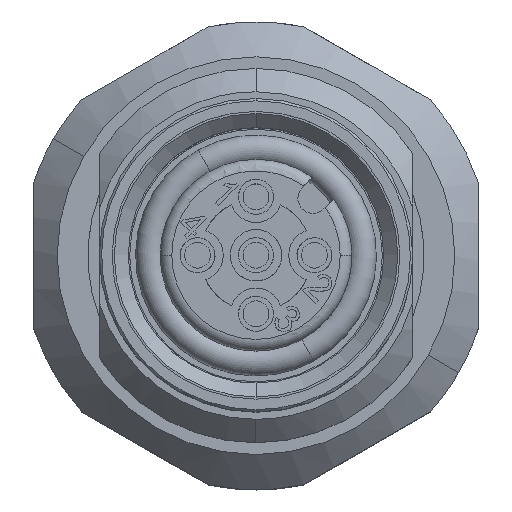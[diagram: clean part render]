
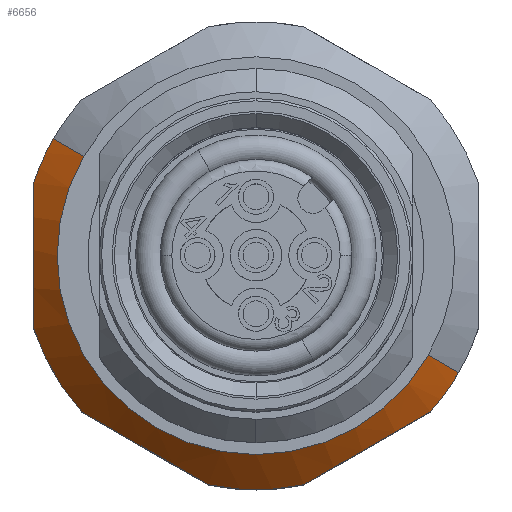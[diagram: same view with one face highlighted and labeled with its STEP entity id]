
A CAD part, top view. The second image highlights one B-rep face of the part: STEP entity #6656.
In plain terms, the highlighted conical face has half-angle 45 degrees and reference radius 9.25 mm.
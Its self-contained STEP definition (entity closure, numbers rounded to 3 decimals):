
#5958=AXIS2_PLACEMENT_3D('Circle Axis2P3D',#5956,#5957,$) ;
#6589=AXIS2_PLACEMENT_3D('Cone Axis2P3D',#6586,#6587,#6588) ;
#6593=AXIS2_PLACEMENT_3D('Circle Axis2P3D',#6591,#6592,$) ;
#6609=AXIS2_PLACEMENT_3D('Circle Axis2P3D',#6607,#6608,$) ;
#6625=AXIS2_PLACEMENT_3D('Circle Axis2P3D',#6623,#6624,$) ;
#6641=AXIS2_PLACEMENT_3D('Circle Axis2P3D',#6639,#6640,$) ;
#5951=CARTESIAN_POINT('Vertex',(16.861,5.75,21.614)) ;
#5953=CARTESIAN_POINT('Vertex',(2.139,14.25,21.614)) ;
#5956=CARTESIAN_POINT('Axis2P3D Location',(9.5,10.,21.614)) ;
#6506=CARTESIAN_POINT('Line Origine',(306203.693,-176762.132,-353527.902)) ;
#6510=CARTESIAN_POINT('Vertex',(18.16,5.,20.114)) ;
#6565=CARTESIAN_POINT('Vertex',(0.84,15.,20.114)) ;
#6568=CARTESIAN_POINT('Line Origine',(-306184.693,176782.132,-353527.902)) ;
#6586=CARTESIAN_POINT('Axis2P3D Location',(9.5,10.,20.864)) ;
#6591=CARTESIAN_POINT('Axis2P3D Location',(9.5,10.,20.114)) ;
#6595=CARTESIAN_POINT('Vertex',(0.,13.122,20.114)) ;
#6599=CARTESIAN_POINT('Control Point',(0.,6.878,20.114)) ;
#6600=CARTESIAN_POINT('Control Point',(0.,8.553,20.637)) ;
#6601=CARTESIAN_POINT('Control Point',(0.,10.,20.75)) ;
#6602=CARTESIAN_POINT('Control Point',(0.,11.447,20.637)) ;
#6603=CARTESIAN_POINT('Control Point',(0.,13.122,20.114)) ;
#6604=CARTESIAN_POINT('Vertex',(0.,6.878,20.114)) ;
#6607=CARTESIAN_POINT('Axis2P3D Location',(9.5,10.,20.114)) ;
#6611=CARTESIAN_POINT('Vertex',(2.046,3.334,20.114)) ;
#6615=CARTESIAN_POINT('Control Point',(7.454,0.212,20.114)) ;
#6616=CARTESIAN_POINT('Control Point',(6.003,1.049,20.637)) ;
#6617=CARTESIAN_POINT('Control Point',(4.75,1.773,20.75)) ;
#6618=CARTESIAN_POINT('Control Point',(3.497,2.496,20.637)) ;
#6619=CARTESIAN_POINT('Control Point',(2.046,3.334,20.114)) ;
#6620=CARTESIAN_POINT('Vertex',(7.454,0.212,20.114)) ;
#6623=CARTESIAN_POINT('Axis2P3D Location',(9.5,10.,20.114)) ;
#6627=CARTESIAN_POINT('Vertex',(11.546,0.212,20.114)) ;
#6631=CARTESIAN_POINT('Control Point',(16.954,3.334,20.114)) ;
#6632=CARTESIAN_POINT('Control Point',(15.503,2.496,20.637)) ;
#6633=CARTESIAN_POINT('Control Point',(14.25,1.773,20.75)) ;
#6634=CARTESIAN_POINT('Control Point',(12.997,1.049,20.637)) ;
#6635=CARTESIAN_POINT('Control Point',(11.546,0.212,20.114)) ;
#6636=CARTESIAN_POINT('Vertex',(16.954,3.334,20.114)) ;
#6639=CARTESIAN_POINT('Axis2P3D Location',(9.5,10.,20.114)) ;
#5957=DIRECTION('Axis2P3D Direction',(0.,0.,1.)) ;
#6507=DIRECTION('Vector Direction',(0.612,-0.354,-0.707)) ;
#6569=DIRECTION('Vector Direction',(-0.612,0.354,-0.707)) ;
#6587=DIRECTION('Axis2P3D Direction',(0.,0.,-1.)) ;
#6588=DIRECTION('Axis2P3D XDirection',(0.866,-0.5,0.)) ;
#6592=DIRECTION('Axis2P3D Direction',(0.,0.,-1.)) ;
#6608=DIRECTION('Axis2P3D Direction',(0.,0.,-1.)) ;
#6624=DIRECTION('Axis2P3D Direction',(0.,0.,-1.)) ;
#6640=DIRECTION('Axis2P3D Direction',(0.,0.,-1.)) ;
#6508=VECTOR('Line Direction',#6507,1.) ;
#6570=VECTOR('Line Direction',#6569,1.) ;
#6645=ORIENTED_EDGE('',*,*,#6572,.T.) ;
#6646=ORIENTED_EDGE('',*,*,#6597,.F.) ;
#6647=ORIENTED_EDGE('',*,*,#6606,.F.) ;
#6648=ORIENTED_EDGE('',*,*,#6613,.F.) ;
#6649=ORIENTED_EDGE('',*,*,#6622,.F.) ;
#6650=ORIENTED_EDGE('',*,*,#6629,.F.) ;
#6651=ORIENTED_EDGE('',*,*,#6638,.F.) ;
#6652=ORIENTED_EDGE('',*,*,#6643,.F.) ;
#6653=ORIENTED_EDGE('',*,*,#6512,.T.) ;
#6654=ORIENTED_EDGE('',*,*,#5960,.F.) ;
#6656=ADVANCED_FACE('Hauptkoerper',(#6655),#6590,.T.) ;
#6598=B_SPLINE_CURVE_WITH_KNOTS('',4,(#6599,#6600,#6601,#6602,#6603),.UNSPECIFIED.,.F.,.U.,(5,5),(0.,64.06),.UNSPECIFIED.) ;
#6614=B_SPLINE_CURVE_WITH_KNOTS('',4,(#6615,#6616,#6617,#6618,#6619),.UNSPECIFIED.,.F.,.U.,(5,5),(0.,64.06),.UNSPECIFIED.) ;
#6630=B_SPLINE_CURVE_WITH_KNOTS('',4,(#6631,#6632,#6633,#6634,#6635),.UNSPECIFIED.,.F.,.U.,(5,5),(0.,64.06),.UNSPECIFIED.) ;
#5959=CIRCLE('generated circle',#5958,8.5) ;
#6594=CIRCLE('generated circle',#6593,10.) ;
#6610=CIRCLE('generated circle',#6609,10.) ;
#6626=CIRCLE('generated circle',#6625,10.) ;
#6642=CIRCLE('generated circle',#6641,10.) ;
#6590=CONICAL_SURFACE('Cone',#6589,9.25,0.785) ;
#5960=EDGE_CURVE('',#5954,#5952,#5959,.T.) ;
#6512=EDGE_CURVE('',#6511,#5952,#6509,.F.) ;
#6572=EDGE_CURVE('',#5954,#6566,#6571,.T.) ;
#6597=EDGE_CURVE('',#6596,#6566,#6594,.T.) ;
#6606=EDGE_CURVE('',#6605,#6596,#6598,.T.) ;
#6613=EDGE_CURVE('',#6612,#6605,#6610,.T.) ;
#6622=EDGE_CURVE('',#6621,#6612,#6614,.T.) ;
#6629=EDGE_CURVE('',#6628,#6621,#6626,.T.) ;
#6638=EDGE_CURVE('',#6637,#6628,#6630,.T.) ;
#6643=EDGE_CURVE('',#6511,#6637,#6642,.T.) ;
#6644=EDGE_LOOP('',(#6645,#6646,#6647,#6648,#6649,#6650,#6651,#6652,#6653,#6654)) ;
#6655=FACE_OUTER_BOUND('',#6644,.T.) ;
#6509=LINE('Line',#6506,#6508) ;
#6571=LINE('Line',#6568,#6570) ;
#5952=VERTEX_POINT('',#5951) ;
#5954=VERTEX_POINT('',#5953) ;
#6511=VERTEX_POINT('',#6510) ;
#6566=VERTEX_POINT('',#6565) ;
#6596=VERTEX_POINT('',#6595) ;
#6605=VERTEX_POINT('',#6604) ;
#6612=VERTEX_POINT('',#6611) ;
#6621=VERTEX_POINT('',#6620) ;
#6628=VERTEX_POINT('',#6627) ;
#6637=VERTEX_POINT('',#6636) ;
